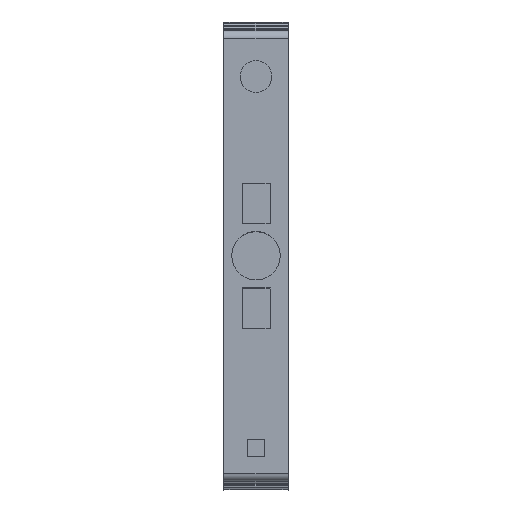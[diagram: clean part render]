
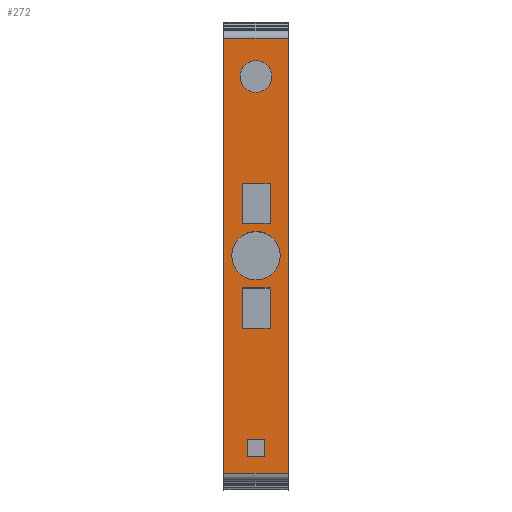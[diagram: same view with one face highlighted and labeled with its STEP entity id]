
A CAD part, top view. The second image highlights one B-rep face of the part: STEP entity #272.
In plain terms, the highlighted planar face has unit normal (0, 0, 1).
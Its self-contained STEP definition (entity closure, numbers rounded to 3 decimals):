
#78=AXIS2_PLACEMENT_3D('Circle Axis2P3D',#76,#77,$) ;
#98=AXIS2_PLACEMENT_3D('Circle Axis2P3D',#96,#97,$) ;
#112=AXIS2_PLACEMENT_3D('Plane Axis2P3D',#109,#110,#111) ;
#154=AXIS2_PLACEMENT_3D('Circle Axis2P3D',#152,#153,$) ;
#163=AXIS2_PLACEMENT_3D('Circle Axis2P3D',#161,#162,$) ;
#73=CARTESIAN_POINT('Vertex',(4.,26.001,36.4)) ;
#76=CARTESIAN_POINT('Axis2P3D Location',(4.,29.,36.4)) ;
#80=CARTESIAN_POINT('Vertex',(4.,31.999,36.4)) ;
#96=CARTESIAN_POINT('Axis2P3D Location',(4.,29.,36.4)) ;
#109=CARTESIAN_POINT('Axis2P3D Location',(0.,55.932,36.4)) ;
#114=CARTESIAN_POINT('Line Origine',(0.,29.,36.4)) ;
#118=CARTESIAN_POINT('Vertex',(0.,55.932,36.4)) ;
#120=CARTESIAN_POINT('Vertex',(0.,2.068,36.4)) ;
#123=CARTESIAN_POINT('Line Origine',(4.,2.068,36.4)) ;
#127=CARTESIAN_POINT('Vertex',(8.,2.068,36.4)) ;
#130=CARTESIAN_POINT('Line Origine',(8.,29.,36.4)) ;
#134=CARTESIAN_POINT('Vertex',(8.,55.932,36.4)) ;
#137=CARTESIAN_POINT('Line Origine',(4.,55.932,36.4)) ;
#152=CARTESIAN_POINT('Axis2P3D Location',(4.,51.2,36.4)) ;
#156=CARTESIAN_POINT('Vertex',(4.,53.175,36.4)) ;
#158=CARTESIAN_POINT('Vertex',(4.,49.225,36.4)) ;
#161=CARTESIAN_POINT('Axis2P3D Location',(4.,51.2,36.4)) ;
#170=CARTESIAN_POINT('Line Origine',(2.3,35.5,36.4)) ;
#174=CARTESIAN_POINT('Vertex',(2.3,38.,36.4)) ;
#176=CARTESIAN_POINT('Vertex',(2.3,33.,36.4)) ;
#179=CARTESIAN_POINT('Line Origine',(4.025,38.,36.4)) ;
#183=CARTESIAN_POINT('Vertex',(5.75,38.,36.4)) ;
#186=CARTESIAN_POINT('Line Origine',(5.75,35.5,36.4)) ;
#190=CARTESIAN_POINT('Vertex',(5.75,33.,36.4)) ;
#193=CARTESIAN_POINT('Line Origine',(4.025,33.,36.4)) ;
#204=CARTESIAN_POINT('Line Origine',(2.3,22.5,36.4)) ;
#208=CARTESIAN_POINT('Vertex',(2.3,25.,36.4)) ;
#210=CARTESIAN_POINT('Vertex',(2.3,20.,36.4)) ;
#213=CARTESIAN_POINT('Line Origine',(4.025,25.,36.4)) ;
#217=CARTESIAN_POINT('Vertex',(5.75,25.,36.4)) ;
#220=CARTESIAN_POINT('Line Origine',(5.75,22.5,36.4)) ;
#224=CARTESIAN_POINT('Vertex',(5.75,20.,36.4)) ;
#227=CARTESIAN_POINT('Line Origine',(4.025,20.,36.4)) ;
#238=CARTESIAN_POINT('Line Origine',(2.945,5.225,36.4)) ;
#242=CARTESIAN_POINT('Vertex',(2.945,6.28,36.4)) ;
#244=CARTESIAN_POINT('Vertex',(2.945,4.17,36.4)) ;
#247=CARTESIAN_POINT('Line Origine',(4.,6.28,36.4)) ;
#251=CARTESIAN_POINT('Vertex',(5.055,6.28,36.4)) ;
#254=CARTESIAN_POINT('Line Origine',(5.055,5.225,36.4)) ;
#258=CARTESIAN_POINT('Vertex',(5.055,4.17,36.4)) ;
#261=CARTESIAN_POINT('Line Origine',(4.,4.17,36.4)) ;
#77=DIRECTION('Axis2P3D Direction',(0.,0.,1.)) ;
#97=DIRECTION('Axis2P3D Direction',(0.,0.,1.)) ;
#110=DIRECTION('Axis2P3D Direction',(0.,0.,1.)) ;
#111=DIRECTION('Axis2P3D XDirection',(0.,-1.,0.)) ;
#115=DIRECTION('Vector Direction',(0.,-1.,0.)) ;
#124=DIRECTION('Vector Direction',(-1.,0.,0.)) ;
#131=DIRECTION('Vector Direction',(0.,-1.,0.)) ;
#138=DIRECTION('Vector Direction',(1.,0.,0.)) ;
#153=DIRECTION('Axis2P3D Direction',(0.,0.,1.)) ;
#162=DIRECTION('Axis2P3D Direction',(0.,0.,1.)) ;
#171=DIRECTION('Vector Direction',(0.,-1.,0.)) ;
#180=DIRECTION('Vector Direction',(-1.,0.,0.)) ;
#187=DIRECTION('Vector Direction',(0.,1.,0.)) ;
#194=DIRECTION('Vector Direction',(1.,0.,0.)) ;
#205=DIRECTION('Vector Direction',(0.,-1.,0.)) ;
#214=DIRECTION('Vector Direction',(-1.,0.,0.)) ;
#221=DIRECTION('Vector Direction',(0.,1.,0.)) ;
#228=DIRECTION('Vector Direction',(-1.,0.,0.)) ;
#239=DIRECTION('Vector Direction',(0.,-1.,0.)) ;
#248=DIRECTION('Vector Direction',(-1.,0.,0.)) ;
#255=DIRECTION('Vector Direction',(0.,1.,0.)) ;
#262=DIRECTION('Vector Direction',(1.,0.,0.)) ;
#116=VECTOR('Line Direction',#115,1.) ;
#125=VECTOR('Line Direction',#124,1.) ;
#132=VECTOR('Line Direction',#131,1.) ;
#139=VECTOR('Line Direction',#138,1.) ;
#172=VECTOR('Line Direction',#171,1.) ;
#181=VECTOR('Line Direction',#180,1.) ;
#188=VECTOR('Line Direction',#187,1.) ;
#195=VECTOR('Line Direction',#194,1.) ;
#206=VECTOR('Line Direction',#205,1.) ;
#215=VECTOR('Line Direction',#214,1.) ;
#222=VECTOR('Line Direction',#221,1.) ;
#229=VECTOR('Line Direction',#228,1.) ;
#240=VECTOR('Line Direction',#239,1.) ;
#249=VECTOR('Line Direction',#248,1.) ;
#256=VECTOR('Line Direction',#255,1.) ;
#263=VECTOR('Line Direction',#262,1.) ;
#143=ORIENTED_EDGE('',*,*,#122,.T.) ;
#144=ORIENTED_EDGE('',*,*,#129,.F.) ;
#145=ORIENTED_EDGE('',*,*,#136,.F.) ;
#146=ORIENTED_EDGE('',*,*,#141,.T.) ;
#149=ORIENTED_EDGE('',*,*,#82,.F.) ;
#150=ORIENTED_EDGE('',*,*,#100,.F.) ;
#167=ORIENTED_EDGE('',*,*,#160,.F.) ;
#168=ORIENTED_EDGE('',*,*,#165,.F.) ;
#199=ORIENTED_EDGE('',*,*,#178,.F.) ;
#200=ORIENTED_EDGE('',*,*,#185,.F.) ;
#201=ORIENTED_EDGE('',*,*,#192,.F.) ;
#202=ORIENTED_EDGE('',*,*,#197,.F.) ;
#233=ORIENTED_EDGE('',*,*,#212,.F.) ;
#234=ORIENTED_EDGE('',*,*,#219,.F.) ;
#235=ORIENTED_EDGE('',*,*,#226,.F.) ;
#236=ORIENTED_EDGE('',*,*,#231,.F.) ;
#267=ORIENTED_EDGE('',*,*,#246,.F.) ;
#268=ORIENTED_EDGE('',*,*,#253,.F.) ;
#269=ORIENTED_EDGE('',*,*,#260,.F.) ;
#270=ORIENTED_EDGE('',*,*,#265,.F.) ;
#151=FACE_BOUND('',#148,.T.) ;
#169=FACE_BOUND('',#166,.T.) ;
#203=FACE_BOUND('',#198,.T.) ;
#237=FACE_BOUND('',#232,.T.) ;
#271=FACE_BOUND('',#266,.T.) ;
#272=ADVANCED_FACE('V1',(#147,#151,#169,#203,#237,#271),#113,.T.) ;
#79=CIRCLE('generated circle',#78,2.999) ;
#99=CIRCLE('generated circle',#98,2.999) ;
#155=CIRCLE('generated circle',#154,1.975) ;
#164=CIRCLE('generated circle',#163,1.975) ;
#82=EDGE_CURVE('',#74,#81,#79,.T.) ;
#100=EDGE_CURVE('',#81,#74,#99,.T.) ;
#122=EDGE_CURVE('',#119,#121,#117,.T.) ;
#129=EDGE_CURVE('',#128,#121,#126,.T.) ;
#136=EDGE_CURVE('',#135,#128,#133,.T.) ;
#141=EDGE_CURVE('',#135,#119,#140,.F.) ;
#160=EDGE_CURVE('',#157,#159,#155,.T.) ;
#165=EDGE_CURVE('',#159,#157,#164,.T.) ;
#178=EDGE_CURVE('',#175,#177,#173,.T.) ;
#185=EDGE_CURVE('',#184,#175,#182,.T.) ;
#192=EDGE_CURVE('',#191,#184,#189,.T.) ;
#197=EDGE_CURVE('',#177,#191,#196,.T.) ;
#212=EDGE_CURVE('',#209,#211,#207,.T.) ;
#219=EDGE_CURVE('',#218,#209,#216,.T.) ;
#226=EDGE_CURVE('',#225,#218,#223,.T.) ;
#231=EDGE_CURVE('',#211,#225,#230,.F.) ;
#246=EDGE_CURVE('',#243,#245,#241,.T.) ;
#253=EDGE_CURVE('',#252,#243,#250,.T.) ;
#260=EDGE_CURVE('',#259,#252,#257,.T.) ;
#265=EDGE_CURVE('',#245,#259,#264,.T.) ;
#142=EDGE_LOOP('',(#143,#144,#145,#146)) ;
#148=EDGE_LOOP('',(#149,#150)) ;
#166=EDGE_LOOP('',(#167,#168)) ;
#198=EDGE_LOOP('',(#199,#200,#201,#202)) ;
#232=EDGE_LOOP('',(#233,#234,#235,#236)) ;
#266=EDGE_LOOP('',(#267,#268,#269,#270)) ;
#147=FACE_OUTER_BOUND('',#142,.T.) ;
#117=LINE('Line',#114,#116) ;
#126=LINE('Line',#123,#125) ;
#133=LINE('Line',#130,#132) ;
#140=LINE('Line',#137,#139) ;
#173=LINE('Line',#170,#172) ;
#182=LINE('Line',#179,#181) ;
#189=LINE('Line',#186,#188) ;
#196=LINE('Line',#193,#195) ;
#207=LINE('Line',#204,#206) ;
#216=LINE('Line',#213,#215) ;
#223=LINE('Line',#220,#222) ;
#230=LINE('Line',#227,#229) ;
#241=LINE('Line',#238,#240) ;
#250=LINE('Line',#247,#249) ;
#257=LINE('Line',#254,#256) ;
#264=LINE('Line',#261,#263) ;
#113=PLANE('',#112) ;
#74=VERTEX_POINT('',#73) ;
#81=VERTEX_POINT('',#80) ;
#119=VERTEX_POINT('',#118) ;
#121=VERTEX_POINT('',#120) ;
#128=VERTEX_POINT('',#127) ;
#135=VERTEX_POINT('',#134) ;
#157=VERTEX_POINT('',#156) ;
#159=VERTEX_POINT('',#158) ;
#175=VERTEX_POINT('',#174) ;
#177=VERTEX_POINT('',#176) ;
#184=VERTEX_POINT('',#183) ;
#191=VERTEX_POINT('',#190) ;
#209=VERTEX_POINT('',#208) ;
#211=VERTEX_POINT('',#210) ;
#218=VERTEX_POINT('',#217) ;
#225=VERTEX_POINT('',#224) ;
#243=VERTEX_POINT('',#242) ;
#245=VERTEX_POINT('',#244) ;
#252=VERTEX_POINT('',#251) ;
#259=VERTEX_POINT('',#258) ;
